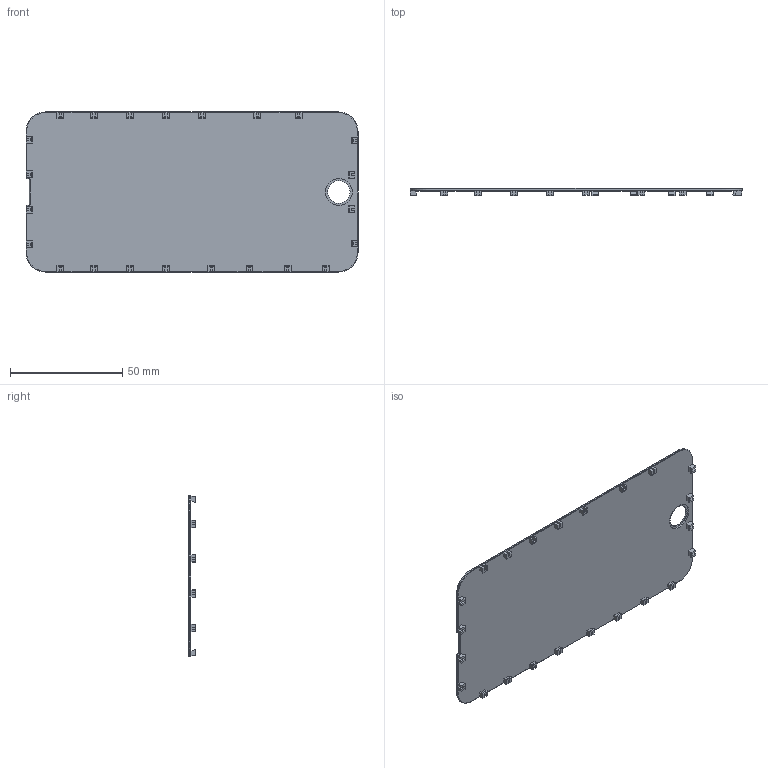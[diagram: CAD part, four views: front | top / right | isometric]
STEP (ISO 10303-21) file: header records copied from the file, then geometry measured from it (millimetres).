
FILE_DESCRIPTION (( 'STEP AP214' ), '1' );
FILE_NAME ('Back Cover.STEP', '2024-10-12T06:35:48', ( '' ), ( '' ), 'SwSTEP 2.0', 'SolidWorks 2024', '' );
FILE_SCHEMA (( 'AUTOMOTIVE_DESIGN' ));
Length unit declared in the file: millimetre
Products named in the file (1): Back Cover
Bounding box: 147.78 x 3 x 71.26 mm (x, y, z)
Volume: 10589.8 mm3; surface area: 21820.7 mm2
Topology: 1 solids, 1 shells, 334 faces, 865 edges, 534 vertices
Faces by surface type: plane 268, cylinder 49, torus 13, sphere 4
Full cylindrical faces by diameter (mm): 1.204 x1, 10 x1, 12 x1
Entity records: 13570 total; most frequent: CARTESIAN_POINT 1724, ORIENTED_EDGE 1712, DIRECTION 1639, EDGE_CURVE 856, VECTOR 743, LINE 743, VERTEX_POINT 533, AXIS2_PLACEMENT_3D 448
